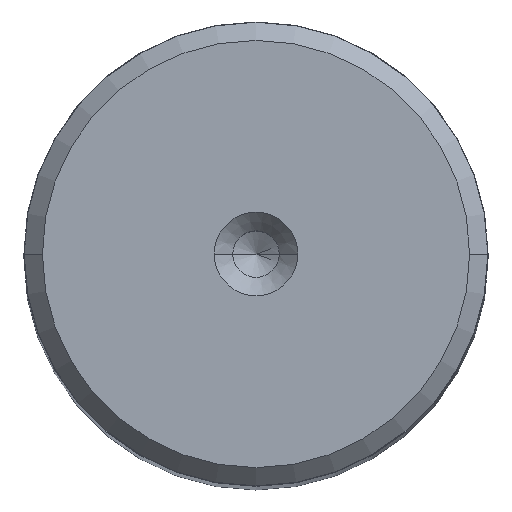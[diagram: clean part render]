
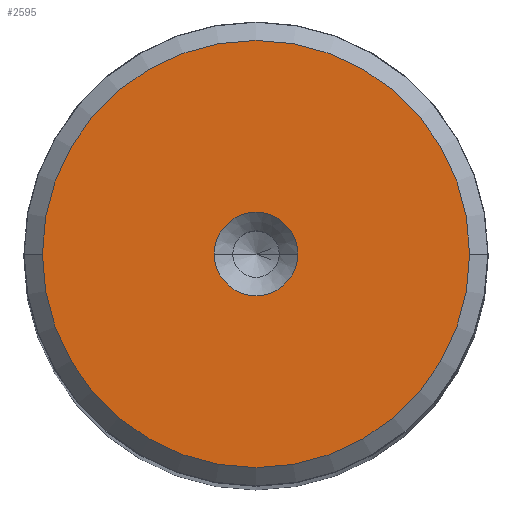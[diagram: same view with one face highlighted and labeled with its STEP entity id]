
A CAD part, top view. The second image highlights one B-rep face of the part: STEP entity #2595.
In plain terms, the highlighted planar face has unit normal (0, 0, 1).
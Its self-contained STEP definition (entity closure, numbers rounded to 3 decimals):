
#26 = EDGE_CURVE ( 'NONE', #1971, #1525, #1130, .T. ) ;
#93 = AXIS2_PLACEMENT_3D ( 'NONE', #152, #2628, #2410 ) ;
#152 = CARTESIAN_POINT ( 'NONE',  ( 0., 0., 120. ) ) ;
#159 = DIRECTION ( 'NONE',  ( 0., 0., 1. ) ) ;
#192 = PLANE ( 'NONE',  #2492 ) ;
#199 = ORIENTED_EDGE ( 'NONE', *, *, #392, .T. ) ;
#256 = CARTESIAN_POINT ( 'NONE',  ( -11.509, 0., 120. ) ) ;
#324 = DIRECTION ( 'NONE',  ( 0., 0., 1. ) ) ;
#373 = DIRECTION ( 'NONE',  ( 1., 0., 0. ) ) ;
#392 = EDGE_CURVE ( 'NONE', #1082, #2399, #835, .T. ) ;
#683 = FACE_OUTER_BOUND ( 'NONE', #838, .T. ) ;
#754 = EDGE_LOOP ( 'NONE', ( #1388, #1800 ) ) ;
#835 = CIRCLE ( 'NONE', #1375, 11.509 ) ;
#838 = EDGE_LOOP ( 'NONE', ( #2524, #199 ) ) ;
#933 = CARTESIAN_POINT ( 'NONE',  ( 11.509, 0., 120. ) ) ;
#957 = AXIS2_PLACEMENT_3D ( 'NONE', #1397, #1006, #985 ) ;
#985 = DIRECTION ( 'NONE',  ( 1., 0., 0. ) ) ;
#1006 = DIRECTION ( 'NONE',  ( 0., 0., 1. ) ) ;
#1082 = VERTEX_POINT ( 'NONE', #933 ) ;
#1088 = CARTESIAN_POINT ( 'NONE',  ( -2.25, 0., 120. ) ) ;
#1127 = CIRCLE ( 'NONE', #1729, 2.25 ) ;
#1130 = CIRCLE ( 'NONE', #93, 2.25 ) ;
#1164 = CARTESIAN_POINT ( 'NONE',  ( 2.25, 0., 120. ) ) ;
#1279 = EDGE_CURVE ( 'NONE', #1525, #1971, #1127, .T. ) ;
#1310 = EDGE_CURVE ( 'NONE', #2399, #1082, #1889, .T. ) ;
#1375 = AXIS2_PLACEMENT_3D ( 'NONE', #2398, #324, #2372 ) ;
#1388 = ORIENTED_EDGE ( 'NONE', *, *, #26, .F. ) ;
#1397 = CARTESIAN_POINT ( 'NONE',  ( 0., 0., 120. ) ) ;
#1525 = VERTEX_POINT ( 'NONE', #1088 ) ;
#1729 = AXIS2_PLACEMENT_3D ( 'NONE', #1765, #2171, #2189 ) ;
#1765 = CARTESIAN_POINT ( 'NONE',  ( 0., 0., 120. ) ) ;
#1800 = ORIENTED_EDGE ( 'NONE', *, *, #1279, .F. ) ;
#1820 = CARTESIAN_POINT ( 'NONE',  ( 0., 0., 120. ) ) ;
#1889 = CIRCLE ( 'NONE', #957, 11.509 ) ;
#1971 = VERTEX_POINT ( 'NONE', #1164 ) ;
#2029 = FACE_BOUND ( 'NONE', #754, .T. ) ;
#2171 = DIRECTION ( 'NONE',  ( 0., 0., 1. ) ) ;
#2189 = DIRECTION ( 'NONE',  ( 1., 0., 0. ) ) ;
#2372 = DIRECTION ( 'NONE',  ( 1., 0., 0. ) ) ;
#2398 = CARTESIAN_POINT ( 'NONE',  ( 0., 0., 120. ) ) ;
#2399 = VERTEX_POINT ( 'NONE', #256 ) ;
#2410 = DIRECTION ( 'NONE',  ( 1., 0., 0. ) ) ;
#2492 = AXIS2_PLACEMENT_3D ( 'NONE', #1820, #159, #373 ) ;
#2524 = ORIENTED_EDGE ( 'NONE', *, *, #1310, .T. ) ;
#2595 = ADVANCED_FACE ( 'NONE', ( #2029, #683 ), #192, .T. ) ;
#2628 = DIRECTION ( 'NONE',  ( 0., 0., 1. ) ) ;
